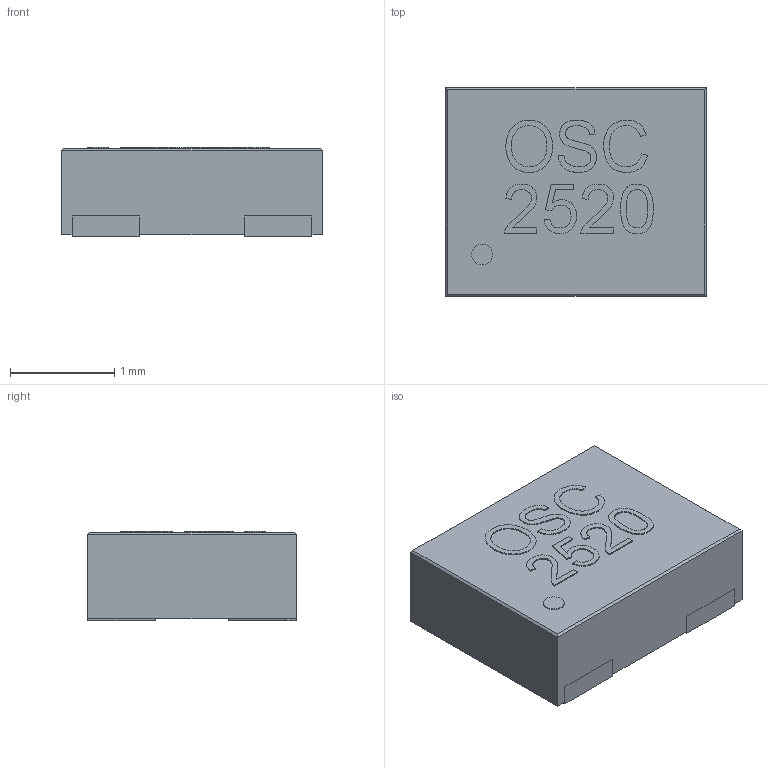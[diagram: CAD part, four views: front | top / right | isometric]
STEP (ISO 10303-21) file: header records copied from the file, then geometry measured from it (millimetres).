
FILE_DESCRIPTION(('FreeCAD Model'),'2;1');
FILE_NAME('Fusion.step','2017-03-08T23:32:36',( 'Author'),(''),'Open CASCADE STEP processor 6.8','FreeCAD','Unknown' );
FILE_SCHEMA(('AUTOMOTIVE_DESIGN_CC2 { 1 2 10303 214 -1 1 5 4 }'));
Length unit declared in the file: millimetre
Products named in the file (2): ASSEMBLY; Fusion
Assembly tree (1 placements, depth 2):
  ASSEMBLY
    Fusion
Bounding box: 2.5 x 2 x 0.86 mm (x, y, z)
Volume: 4.2 mm3; surface area: 17.8 mm2
Topology: 1 solids, 1 shells, 216 faces, 608 edges, 404 vertices
Faces by surface type: bspline 154, plane 60, cylinder 2
Entity records: 32014 total; most frequent: CARTESIAN_POINT 21118, B_SPLINE_CURVE_WITH_KNOTS 1228, ORIENTED_EDGE 1216, PCURVE 1216, DEFINITIONAL_REPRESENTATION 1216, DIRECTION 724, EDGE_CURVE 608, SURFACE_CURVE 608
